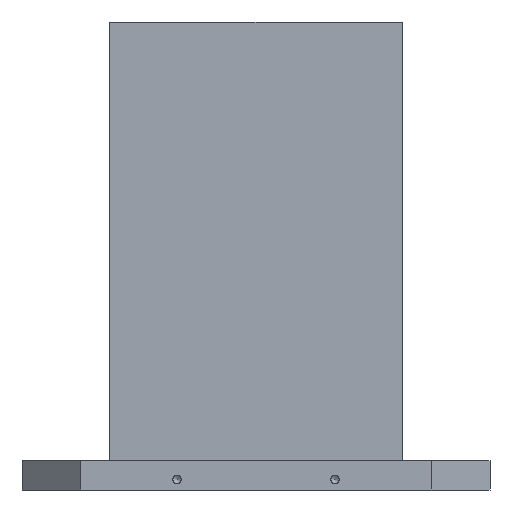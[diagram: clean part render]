
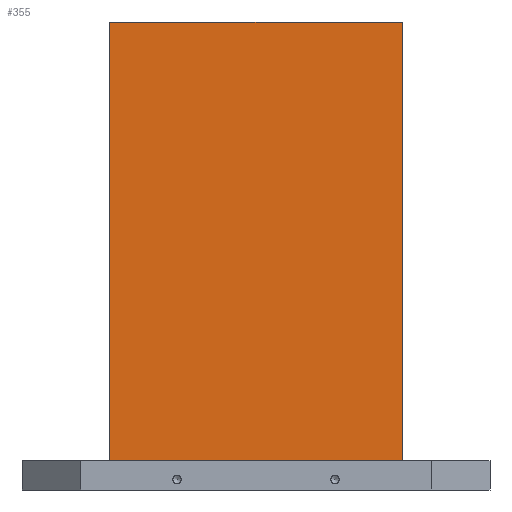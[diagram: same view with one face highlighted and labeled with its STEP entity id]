
A CAD part, front view. The second image highlights one B-rep face of the part: STEP entity #355.
In plain terms, the highlighted planar face has unit normal (0, -1, 0).
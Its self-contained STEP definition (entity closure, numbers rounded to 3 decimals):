
#355 = ADVANCED_FACE( '', ( #1008 ), #1009, .F. );
#1008 = FACE_OUTER_BOUND( '', #1931, .T. );
#1009 = PLANE( '', #1932 );
#1931 = EDGE_LOOP( '', ( #4362, #4363, #4364, #4365 ) );
#1932 = AXIS2_PLACEMENT_3D( '', #4366, #4367, #4368 );
#4362 = ORIENTED_EDGE( '', *, *, #5398, .F. );
#4363 = ORIENTED_EDGE( '', *, *, #5385, .F. );
#4364 = ORIENTED_EDGE( '', *, *, #5399, .T. );
#4365 = ORIENTED_EDGE( '', *, *, #4986, .T. );
#4366 = CARTESIAN_POINT( '', ( -250., -250., 800. ) );
#4367 = DIRECTION( '', ( 0., 1., 0. ) );
#4368 = DIRECTION( '', ( 0., 0., 1. ) );
#4986 = EDGE_CURVE( '', #6036, #6040, #6042, .T. );
#5385 = EDGE_CURVE( '', #6651, #6653, #6654, .T. );
#5398 = EDGE_CURVE( '', #6653, #6040, #6668, .T. );
#5399 = EDGE_CURVE( '', #6651, #6036, #6669, .T. );
#6036 = VERTEX_POINT( '', #8587 );
#6040 = VERTEX_POINT( '', #8593 );
#6042 = LINE( '', #8596, #8597 );
#6651 = VERTEX_POINT( '', #9712 );
#6653 = VERTEX_POINT( '', #9715 );
#6654 = LINE( '', #9716, #9717 );
#6668 = LINE( '', #9738, #9739 );
#6669 = LINE( '', #9740, #9741 );
#8587 = CARTESIAN_POINT( '', ( -250., -250., 50. ) );
#8593 = CARTESIAN_POINT( '', ( 250., -250., 50. ) );
#8596 = CARTESIAN_POINT( '', ( -400., -250., 50. ) );
#8597 = VECTOR( '', #10331, 1000. );
#9712 = CARTESIAN_POINT( '', ( -250., -250., 800. ) );
#9715 = CARTESIAN_POINT( '', ( 250., -250., 800. ) );
#9716 = CARTESIAN_POINT( '', ( -250., -250., 800. ) );
#9717 = VECTOR( '', #11089, 1000. );
#9738 = CARTESIAN_POINT( '', ( 250., -250., 800. ) );
#9739 = VECTOR( '', #11112, 1000. );
#9740 = CARTESIAN_POINT( '', ( -250., -250., 800. ) );
#9741 = VECTOR( '', #11113, 1000. );
#10331 = DIRECTION( '', ( 1., 0., 0. ) );
#11089 = DIRECTION( '', ( 1., 0., 0. ) );
#11112 = DIRECTION( '', ( 0., 0., -1. ) );
#11113 = DIRECTION( '', ( 0., 0., -1. ) );
